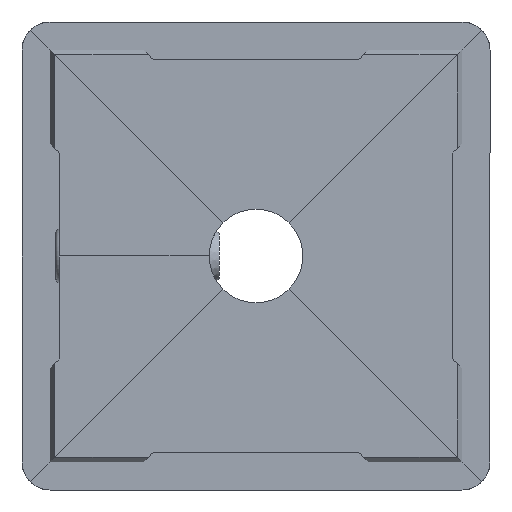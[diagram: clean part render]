
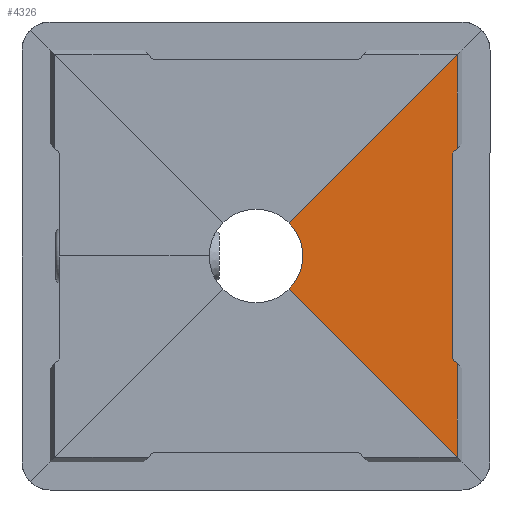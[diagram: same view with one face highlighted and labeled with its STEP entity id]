
A CAD part, front view. The second image highlights one B-rep face of the part: STEP entity #4326.
In plain terms, the highlighted planar face has unit normal (0, -1, 0).
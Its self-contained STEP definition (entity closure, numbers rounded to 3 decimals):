
#19 = LINE ( 'NONE', #3278, #1832 ) ;
#79 = ORIENTED_EDGE ( 'NONE', *, *, #2338, .F. ) ;
#95 = CARTESIAN_POINT ( 'NONE',  ( 3.536, 0., 3.536 ) ) ;
#98 = LINE ( 'NONE', #1962, #4634 ) ;
#186 = CARTESIAN_POINT ( 'NONE',  ( 21., 0., 11. ) ) ;
#278 = ORIENTED_EDGE ( 'NONE', *, *, #3890, .T. ) ;
#334 = LINE ( 'NONE', #4630, #2541 ) ;
#352 = DIRECTION ( 'NONE',  ( -1., 0., 0. ) ) ;
#553 = VERTEX_POINT ( 'NONE', #808 ) ;
#619 = DIRECTION ( 'NONE',  ( 0.707, 0., -0.707 ) ) ;
#797 = VECTOR ( 'NONE', #3712, 1000. ) ;
#808 = CARTESIAN_POINT ( 'NONE',  ( 21.5, 0., 11.5 ) ) ;
#1162 = LINE ( 'NONE', #3707, #2598 ) ;
#1187 = VERTEX_POINT ( 'NONE', #4219 ) ;
#1337 = CIRCLE ( 'NONE', #1561, 5. ) ;
#1360 = PLANE ( 'NONE',  #2395 ) ;
#1407 = CARTESIAN_POINT ( 'NONE',  ( 0., 0., 0. ) ) ;
#1438 = VERTEX_POINT ( 'NONE', #2028 ) ;
#1529 = VERTEX_POINT ( 'NONE', #2005 ) ;
#1561 = AXIS2_PLACEMENT_3D ( 'NONE', #1407, #3958, #352 ) ;
#1646 = DIRECTION ( 'NONE',  ( 0., 1., 0. ) ) ;
#1649 = DIRECTION ( 'NONE',  ( 0., 0., -1. ) ) ;
#1739 = CARTESIAN_POINT ( 'NONE',  ( 0., 0., -26.1 ) ) ;
#1750 = VERTEX_POINT ( 'NONE', #2217 ) ;
#1765 = VECTOR ( 'NONE', #1649, 1000. ) ;
#1792 = EDGE_CURVE ( 'NONE', #1438, #4072, #19, .T. ) ;
#1807 = ORIENTED_EDGE ( 'NONE', *, *, #1792, .T. ) ;
#1832 = VECTOR ( 'NONE', #3996, 1000. ) ;
#1923 = EDGE_CURVE ( 'NONE', #4707, #1750, #98, .T. ) ;
#1962 = CARTESIAN_POINT ( 'NONE',  ( -13.05, 0., -13.05 ) ) ;
#2005 = CARTESIAN_POINT ( 'NONE',  ( 21.5, 0., -11.5 ) ) ;
#2028 = CARTESIAN_POINT ( 'NONE',  ( 3.536, 0., -3.536 ) ) ;
#2187 = EDGE_LOOP ( 'NONE', ( #3568, #2648, #1807, #3817, #79, #3305, #2229, #278 ) ) ;
#2217 = CARTESIAN_POINT ( 'NONE',  ( 21.5, 0., 21.5 ) ) ;
#2229 = ORIENTED_EDGE ( 'NONE', *, *, #4200, .F. ) ;
#2329 = EDGE_CURVE ( 'NONE', #1187, #3617, #4590, .T. ) ;
#2338 = EDGE_CURVE ( 'NONE', #3617, #1529, #3108, .T. ) ;
#2385 = EDGE_CURVE ( 'NONE', #4072, #1529, #1162, .T. ) ;
#2395 = AXIS2_PLACEMENT_3D ( 'NONE', #1739, #1646, #4210 ) ;
#2541 = VECTOR ( 'NONE', #4298, 1000. ) ;
#2598 = VECTOR ( 'NONE', #4439, 1000. ) ;
#2648 = ORIENTED_EDGE ( 'NONE', *, *, #4499, .T. ) ;
#2652 = DIRECTION ( 'NONE',  ( 0.707, 0., 0.707 ) ) ;
#3108 = LINE ( 'NONE', #4187, #4642 ) ;
#3278 = CARTESIAN_POINT ( 'NONE',  ( -13.05, 0., 13.05 ) ) ;
#3305 = ORIENTED_EDGE ( 'NONE', *, *, #2329, .F. ) ;
#3342 = CARTESIAN_POINT ( 'NONE',  ( 25., 0., 15. ) ) ;
#3568 = ORIENTED_EDGE ( 'NONE', *, *, #1923, .F. ) ;
#3594 = CARTESIAN_POINT ( 'NONE',  ( 21.5, 0., -21.5 ) ) ;
#3617 = VERTEX_POINT ( 'NONE', #4471 ) ;
#3707 = CARTESIAN_POINT ( 'NONE',  ( 21.5, 0., -26.1 ) ) ;
#3712 = DIRECTION ( 'NONE',  ( -0.707, 0., -0.707 ) ) ;
#3817 = ORIENTED_EDGE ( 'NONE', *, *, #2385, .T. ) ;
#3890 = EDGE_CURVE ( 'NONE', #553, #1750, #334, .T. ) ;
#3958 = DIRECTION ( 'NONE',  ( 0., 1., 0. ) ) ;
#3996 = DIRECTION ( 'NONE',  ( 0.707, 0., -0.707 ) ) ;
#4072 = VERTEX_POINT ( 'NONE', #3594 ) ;
#4141 = LINE ( 'NONE', #3342, #797 ) ;
#4187 = CARTESIAN_POINT ( 'NONE',  ( 21., 0., -11. ) ) ;
#4200 = EDGE_CURVE ( 'NONE', #553, #1187, #4141, .T. ) ;
#4210 = DIRECTION ( 'NONE',  ( -1., 0., 0. ) ) ;
#4219 = CARTESIAN_POINT ( 'NONE',  ( 21., 0., 11. ) ) ;
#4298 = DIRECTION ( 'NONE',  ( 0., 0., 1. ) ) ;
#4326 = ADVANCED_FACE ( 'NONE', ( #4560 ), #1360, .F. ) ;
#4439 = DIRECTION ( 'NONE',  ( 0., 0., 1. ) ) ;
#4471 = CARTESIAN_POINT ( 'NONE',  ( 21., 0., -11. ) ) ;
#4499 = EDGE_CURVE ( 'NONE', #4707, #1438, #1337, .T. ) ;
#4560 = FACE_OUTER_BOUND ( 'NONE', #2187, .T. ) ;
#4590 = LINE ( 'NONE', #186, #1765 ) ;
#4630 = CARTESIAN_POINT ( 'NONE',  ( 21.5, 0., -26.1 ) ) ;
#4634 = VECTOR ( 'NONE', #2652, 1000. ) ;
#4642 = VECTOR ( 'NONE', #619, 1000. ) ;
#4707 = VERTEX_POINT ( 'NONE', #95 ) ;
